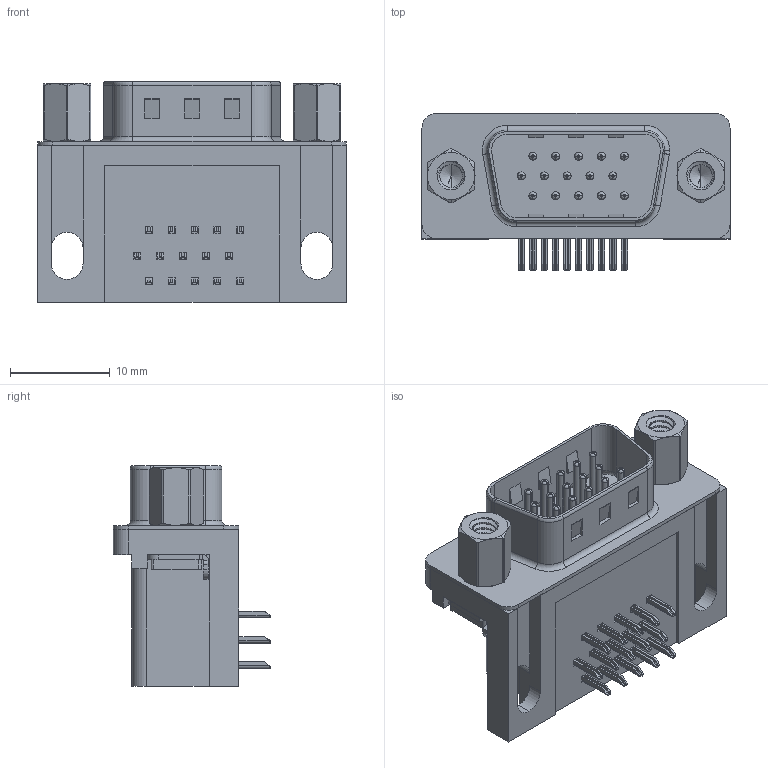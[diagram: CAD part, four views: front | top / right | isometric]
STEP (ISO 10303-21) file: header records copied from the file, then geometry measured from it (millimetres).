
FILE_DESCRIPTION (( 'STEP AP203' ), '1' );
FILE_NAME ('633-015-263-003.STEP', '2018-09-05T18:03:40', ( '' ), ( '' ), 'SwSTEP 2.0', 'SolidWorks 2016', '' );
FILE_SCHEMA (( 'CONFIG_CONTROL_DESIGN' ));
Length unit declared in the file: millimetre
Products named in the file (9): 633 Shell_15 Contact; 633 Contact Bottom; 633 Contact Middle; 633 Contact Top; 633 Non Board Mount; 633 4-40 Threaded Rivet; 633 4-40 Hex Standoff; 633-015-263-003; 633 Housing_15 Contact
Assembly tree (23 placements, depth 2):
  633-015-263-003
    633 Housing_15 Contact
    633 Shell_15 Contact
    633 Contact Bottom  x5
    633 Contact Middle  x5
    633 Contact Top  x5
    633 Non Board Mount  x2
    633 4-40 Threaded Rivet  x2
    633 4-40 Hex Standoff  x2
Bounding box: 30.89 x 15.73 x 22.1 mm (x, y, z)
Volume: 4228 mm3; surface area: 5655.1 mm2
Topology: 23 solids, 23 shells, 1559 faces, 3901 edges, 2425 vertices
Faces by surface type: plane 883, cylinder 503, torus 121, cone 34, bspline 18
Entity records: 24058 total; most frequent: CARTESIAN_POINT 7512, DIRECTION 3204, ORIENTED_EDGE 3158, EDGE_CURVE 1579, AXIS2_PLACEMENT_3D 1112, VERTEX_POINT 1005, VECTOR 980, LINE 980
